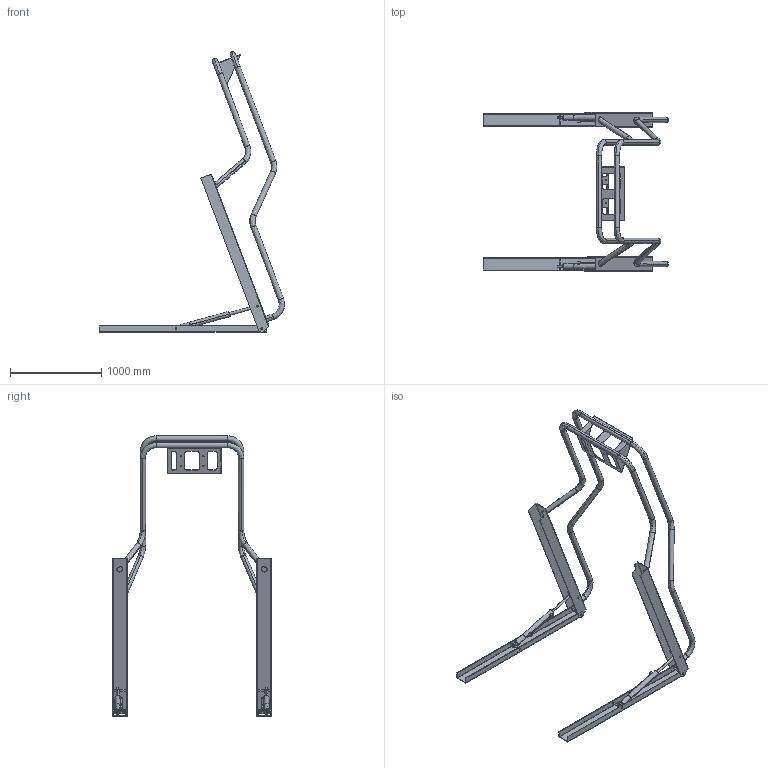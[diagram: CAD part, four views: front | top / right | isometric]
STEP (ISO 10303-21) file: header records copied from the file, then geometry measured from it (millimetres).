
FILE_DESCRIPTION(('FreeCAD Model'),'2;1');
FILE_NAME('Open CASCADE Shape Model','2025-05-04T19:57:49',('FreeCAD'),( 'FreeCAD'),'Open CASCADE STEP processor 7.6','FreeCAD','Unknown');
FILE_SCHEMA(('AUTOMOTIVE_DESIGN { 1 0 10303 214 1 1 1 1 }'));
Products named in the file (1): Open CASCADE STEP translator 7.6 1
Bounding box: 2025.16 x 1740.15 x 3070.22 mm (x, y, z)
Volume: 21999972.6 mm3; surface area: 10115567.3 mm2
Topology: 19 solids, 19 shells, 658 faces, 1626 edges, 990 vertices
Faces by surface type: bspline 658
Entity records: 30316 total; most frequent: CARTESIAN_POINT 21291, ORIENTED_EDGE 3220, EDGE_CURVE 1610, VERTEX_POINT 990, B_SPLINE_CURVE_WITH_KNOTS 842, FACE_BOUND 728, EDGE_LOOP 728, ADVANCED_FACE 658
